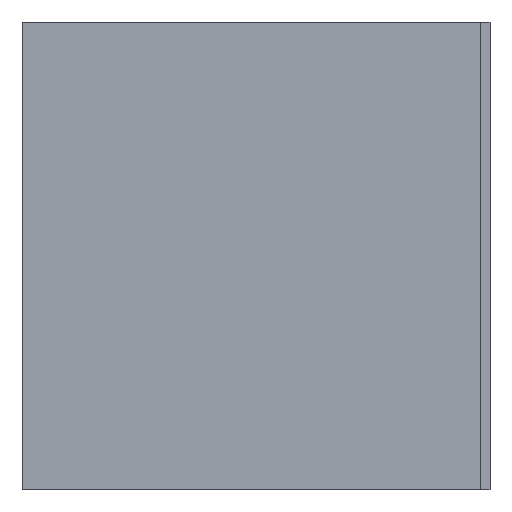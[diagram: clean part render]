
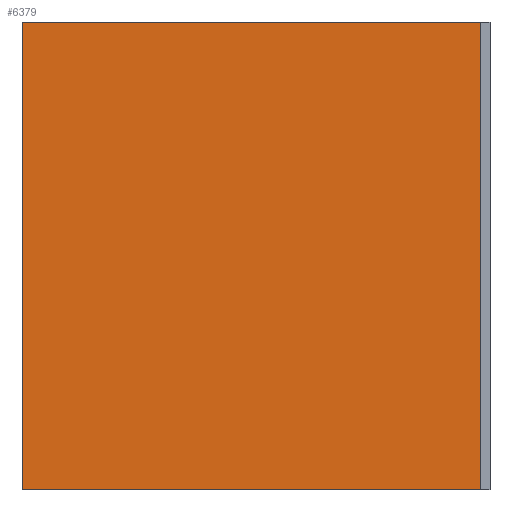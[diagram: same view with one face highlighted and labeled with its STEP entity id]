
A CAD part, left-side view. The second image highlights one B-rep face of the part: STEP entity #6379.
In plain terms, the highlighted planar face has unit normal (-1, 0, 0).
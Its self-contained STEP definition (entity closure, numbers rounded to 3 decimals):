
#605=PLANE('',#6845);
#980=FACE_OUTER_BOUND('',#1370,.T.);
#1370=EDGE_LOOP('',(#5657,#5658,#5659,#5660));
#1726=LINE('',#25199,#2099);
#1745=LINE('',#25250,#2118);
#1746=LINE('',#25253,#2119);
#1747=LINE('',#25254,#2120);
#2099=VECTOR('',#8055,10.);
#2118=VECTOR('',#8110,10.);
#2119=VECTOR('',#8113,10.);
#2120=VECTOR('',#8114,10.);
#2803=VERTEX_POINT('',#25196);
#2804=VERTEX_POINT('',#25198);
#2818=VERTEX_POINT('',#25248);
#2819=VERTEX_POINT('',#25252);
#3748=EDGE_CURVE('',#2803,#2804,#1726,.T.);
#3775=EDGE_CURVE('',#2803,#2818,#1745,.T.);
#3776=EDGE_CURVE('',#2819,#2818,#1746,.T.);
#3777=EDGE_CURVE('',#2804,#2819,#1747,.T.);
#5657=ORIENTED_EDGE('',*,*,#3775,.T.);
#5658=ORIENTED_EDGE('',*,*,#3776,.F.);
#5659=ORIENTED_EDGE('',*,*,#3777,.F.);
#5660=ORIENTED_EDGE('',*,*,#3748,.F.);
#6379=ADVANCED_FACE('',(#980),#605,.T.);
#6845=AXIS2_PLACEMENT_3D('',#25251,#8111,#8112);
#8055=DIRECTION('',(0.,1.,0.));
#8110=DIRECTION('',(0.,0.,1.));
#8111=DIRECTION('center_axis',(-1.,0.,0.));
#8112=DIRECTION('ref_axis',(0.,-1.,0.));
#8113=DIRECTION('',(0.,-1.,0.));
#8114=DIRECTION('',(0.,0.,1.));
#25196=CARTESIAN_POINT('',(-95.25,-35.35,-36.85));
#25198=CARTESIAN_POINT('',(-95.25,36.85,-36.85));
#25199=CARTESIAN_POINT('',(-95.25,-36.85,-36.85));
#25248=CARTESIAN_POINT('',(-95.25,-35.35,36.85));
#25250=CARTESIAN_POINT('',(-95.25,-35.35,0.));
#25251=CARTESIAN_POINT('Origin',(-95.25,36.85,0.));
#25252=CARTESIAN_POINT('',(-95.25,36.85,36.85));
#25253=CARTESIAN_POINT('',(-95.25,-36.85,36.85));
#25254=CARTESIAN_POINT('',(-95.25,36.85,0.));
